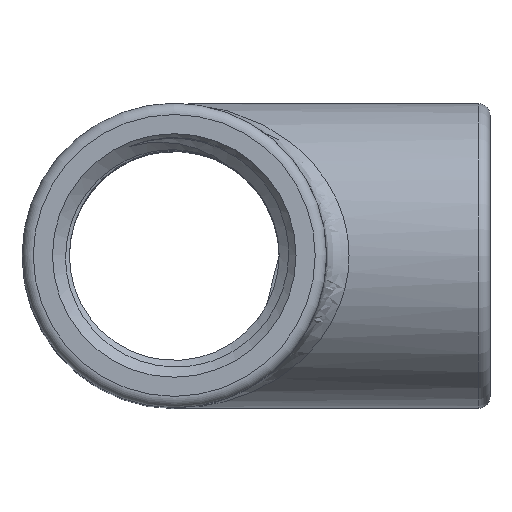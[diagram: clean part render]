
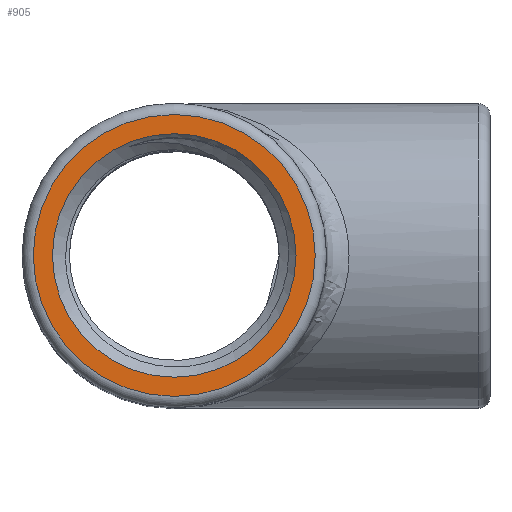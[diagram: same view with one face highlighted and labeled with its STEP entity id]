
A CAD part, top view. The second image highlights one B-rep face of the part: STEP entity #905.
In plain terms, the highlighted planar face has unit normal (0, 0, 1).
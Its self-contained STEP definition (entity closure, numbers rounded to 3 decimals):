
#36=CIRCLE('',#940,12.5);
#37=CIRCLE('',#941,10.8);
#51=PLANE('',#939);
#324=ORIENTED_EDGE('',*,*,#621,.T.);
#325=ORIENTED_EDGE('',*,*,#622,.T.);
#621=EDGE_CURVE('',#767,#767,#36,.T.);
#622=EDGE_CURVE('',#768,#768,#37,.T.);
#767=VERTEX_POINT('',#10130);
#768=VERTEX_POINT('',#10132);
#814=EDGE_LOOP('',(#324));
#815=EDGE_LOOP('',(#325));
#856=FACE_BOUND('',#814,.T.);
#857=FACE_BOUND('',#815,.T.);
#905=ADVANCED_FACE('',(#856,#857),#51,.T.);
#939=AXIS2_PLACEMENT_3D('',#10128,#991,#992);
#940=AXIS2_PLACEMENT_3D('',#10129,#993,#994);
#941=AXIS2_PLACEMENT_3D('',#10131,#995,#996);
#991=DIRECTION('',(0.,0.,1.));
#992=DIRECTION('',(1.,0.,0.));
#993=DIRECTION('',(0.,0.,1.));
#994=DIRECTION('',(1.,0.,0.));
#995=DIRECTION('',(0.,0.,-1.));
#996=DIRECTION('',(1.,0.,0.));
#10128=CARTESIAN_POINT('',(0.,0.,28.));
#10129=CARTESIAN_POINT('',(0.,0.,28.));
#10130=CARTESIAN_POINT('',(12.5,0.,28.));
#10131=CARTESIAN_POINT('',(0.,0.,28.));
#10132=CARTESIAN_POINT('',(10.8,0.,28.));
